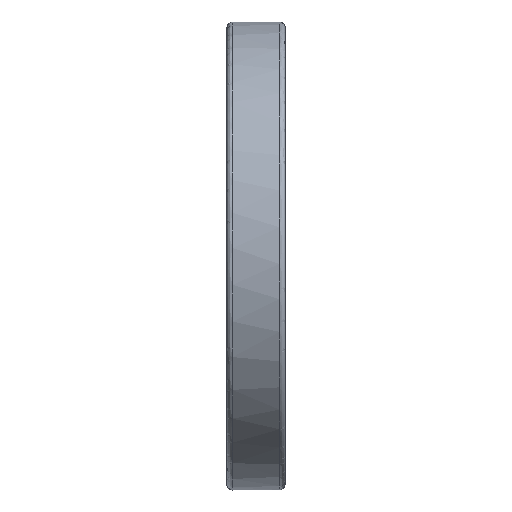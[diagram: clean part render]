
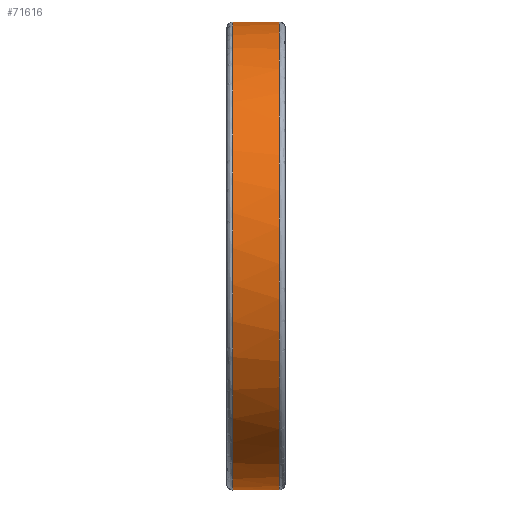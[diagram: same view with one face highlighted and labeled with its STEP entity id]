
A CAD part, front view. The second image highlights one B-rep face of the part: STEP entity #71616.
In plain terms, the highlighted free-form (B-spline) face has degree [2, 1] with [7, 2] control points.
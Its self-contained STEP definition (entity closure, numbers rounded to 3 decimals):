
#70837 = EDGE_CURVE('',#70838,#70840,#70842,.T.);
#70838 = VERTEX_POINT('',#70839);
#70839 = CARTESIAN_POINT('',(-0.688,27.124,
    4.585));
#70840 = VERTEX_POINT('',#70841);
#70841 = CARTESIAN_POINT('',(0.688,27.124,
    4.585));
#70842 = B_SPLINE_CURVE_WITH_KNOTS('',1,(#70843,#70844),.UNSPECIFIED.,
  .F.,.F.,(2,2),(-0.5,0.5),.PIECEWISE_BEZIER_KNOTS.);
#70843 = CARTESIAN_POINT('',(-0.688,27.124,
    4.585));
#70844 = CARTESIAN_POINT('',(0.688,27.124,
    4.585));
#70890 = VERTEX_POINT('',#70891);
#70891 = CARTESIAN_POINT('',(-2.751,27.384,
    2.62));
#70897 = EDGE_CURVE('',#70890,#70838,#70898,.T.);
#70898 = B_SPLINE_CURVE_WITH_KNOTS('',3,(#70899,#70900,#70901,#70902,
    #70903,#70904),.UNSPECIFIED.,.F.,.F.,(4,1,1,4),(0.,0.101,
    0.169,0.237),.UNSPECIFIED.);
#70899 = CARTESIAN_POINT('',(-2.751,27.384,
    2.62));
#70900 = CARTESIAN_POINT('',(-2.751,27.341,
    3.061));
#70901 = CARTESIAN_POINT('',(-2.482,27.251,
    3.79));
#70902 = CARTESIAN_POINT('',(-1.616,27.147,
    4.449));
#70903 = CARTESIAN_POINT('',(-0.998,27.124,
    4.585));
#70904 = CARTESIAN_POINT('',(-0.688,27.124,
    4.585));
#70941 = VERTEX_POINT('',#70942);
#70942 = CARTESIAN_POINT('',(-2.751,27.384,
    -2.62));
#70989 = VERTEX_POINT('',#70990);
#70990 = CARTESIAN_POINT('',(-0.688,27.124,
    -4.585));
#70996 = EDGE_CURVE('',#70989,#70941,#70997,.T.);
#70997 = B_SPLINE_CURVE_WITH_KNOTS('',3,(#70998,#70999,#71000,#71001,
    #71002,#71003),.UNSPECIFIED.,.F.,.F.,(4,1,1,4),(0.,0.101,
    0.169,0.237),.UNSPECIFIED.);
#70998 = CARTESIAN_POINT('',(-0.688,27.124,
    -4.585));
#70999 = CARTESIAN_POINT('',(-1.153,27.124,
    -4.585));
#71000 = CARTESIAN_POINT('',(-1.923,27.17,
    -4.324));
#71001 = CARTESIAN_POINT('',(-2.61,27.29,
    -3.499));
#71002 = CARTESIAN_POINT('',(-2.751,27.355,
    -2.914));
#71003 = CARTESIAN_POINT('',(-2.751,27.384,
    -2.62));
#71047 = EDGE_CURVE('',#71048,#70989,#71050,.T.);
#71048 = VERTEX_POINT('',#71049);
#71049 = CARTESIAN_POINT('',(0.688,27.124,
    -4.585));
#71050 = B_SPLINE_CURVE_WITH_KNOTS('',1,(#71051,#71052),.UNSPECIFIED.,
  .F.,.F.,(2,2),(-0.5,0.5),.PIECEWISE_BEZIER_KNOTS.);
#71051 = CARTESIAN_POINT('',(0.688,27.124,
    -4.585));
#71052 = CARTESIAN_POINT('',(-0.688,27.124,
    -4.585));
#71083 = VERTEX_POINT('',#71084);
#71084 = CARTESIAN_POINT('',(2.751,27.384,
    -2.62));
#71090 = EDGE_CURVE('',#71083,#71048,#71091,.T.);
#71091 = B_SPLINE_CURVE_WITH_KNOTS('',3,(#71092,#71093,#71094,#71095,
    #71096,#71097),.UNSPECIFIED.,.F.,.F.,(4,1,1,4),(0.,0.101,
    0.169,0.237),.UNSPECIFIED.);
#71092 = CARTESIAN_POINT('',(2.751,27.384,
    -2.62));
#71093 = CARTESIAN_POINT('',(2.751,27.341,
    -3.061));
#71094 = CARTESIAN_POINT('',(2.482,27.251,
    -3.79));
#71095 = CARTESIAN_POINT('',(1.616,27.147,
    -4.449));
#71096 = CARTESIAN_POINT('',(0.998,27.124,
    -4.585));
#71097 = CARTESIAN_POINT('',(0.688,27.124,
    -4.585));
#71134 = VERTEX_POINT('',#71135);
#71135 = CARTESIAN_POINT('',(2.751,27.384,
    2.62));
#71180 = EDGE_CURVE('',#70840,#71134,#71181,.T.);
#71181 = B_SPLINE_CURVE_WITH_KNOTS('',3,(#71182,#71183,#71184,#71185,
    #71186,#71187),.UNSPECIFIED.,.F.,.F.,(4,1,1,4),(0.,
    0.068,0.135,0.237),.UNSPECIFIED.);
#71182 = CARTESIAN_POINT('',(0.688,27.124,
    4.585));
#71183 = CARTESIAN_POINT('',(0.998,27.124,
    4.585));
#71184 = CARTESIAN_POINT('',(1.616,27.147,
    4.449));
#71185 = CARTESIAN_POINT('',(2.482,27.251,
    3.79));
#71186 = CARTESIAN_POINT('',(2.751,27.341,
    3.061));
#71187 = CARTESIAN_POINT('',(2.751,27.384,
    2.62));
#71566 = VERTEX_POINT('',#71567);
#71567 = CARTESIAN_POINT('',(-2.751,0.,
    -27.509));
#71573 = EDGE_CURVE('',#71566,#70890,#71574,.T.);
#71574 = ( BOUNDED_CURVE() B_SPLINE_CURVE(2,(#71575,#71576,#71577,#71578
,#71579),.UNSPECIFIED.,.F.,.F.) B_SPLINE_CURVE_WITH_KNOTS((3,2,3),(0.,
2.309,4.617),.PIECEWISE_BEZIER_KNOTS.) CURVE() 
GEOMETRIC_REPRESENTATION_ITEM() RATIONAL_B_SPLINE_CURVE((1.,
0.405,1.,0.405,1.)) REPRESENTATION_ITEM('') );
#71575 = CARTESIAN_POINT('',(-2.751,0.,-27.509));
#71576 = CARTESIAN_POINT('',(-2.751,-62.176,
    -27.509));
#71577 = CARTESIAN_POINT('',(-2.751,-20.357,
    18.502));
#71578 = CARTESIAN_POINT('',(-2.751,21.462,
    64.513));
#71579 = CARTESIAN_POINT('',(-2.751,27.384,
    2.62));
#71582 = EDGE_CURVE('',#70941,#71566,#71583,.T.);
#71583 = ( BOUNDED_CURVE() B_SPLINE_CURVE(2,(#71584,#71585,#71586),
.UNSPECIFIED.,.F.,.F.) B_SPLINE_CURVE_WITH_KNOTS((3,3),(4.808,
6.283),.PIECEWISE_BEZIER_KNOTS.) CURVE() 
GEOMETRIC_REPRESENTATION_ITEM() RATIONAL_B_SPLINE_CURVE((1.,
0.74,1.)) REPRESENTATION_ITEM('') );
#71584 = CARTESIAN_POINT('',(-2.751,27.384,
    -2.62));
#71585 = CARTESIAN_POINT('',(-2.751,25.002,
    -27.509));
#71586 = CARTESIAN_POINT('',(-2.751,0.,
    -27.509));
#71616 = ADVANCED_FACE('',(#71617),#71643,.T.);
#71617 = FACE_BOUND('',#71618,.T.);
#71618 = EDGE_LOOP('',(#71619,#71620,#71630,#71636,#71637,#71638,#71639,
    #71640,#71641,#71642));
#71619 = ORIENTED_EDGE('',*,*,#71090,.F.);
#71620 = ORIENTED_EDGE('',*,*,#71621,.F.);
#71621 = EDGE_CURVE('',#71622,#71083,#71624,.T.);
#71622 = VERTEX_POINT('',#71623);
#71623 = CARTESIAN_POINT('',(2.751,0.,
    27.509));
#71624 = ( BOUNDED_CURVE() B_SPLINE_CURVE(2,(#71625,#71626,#71627,#71628
,#71629),.UNSPECIFIED.,.F.,.F.) B_SPLINE_CURVE_WITH_KNOTS((3,2,3),(
    3.142,5.45,7.759),
.PIECEWISE_BEZIER_KNOTS.) CURVE() GEOMETRIC_REPRESENTATION_ITEM() 
RATIONAL_B_SPLINE_CURVE((1.,0.405,1.,0.405,1.)) 
REPRESENTATION_ITEM('') );
#71625 = CARTESIAN_POINT('',(2.751,0.,
    27.509));
#71626 = CARTESIAN_POINT('',(2.751,-62.176,
    27.509));
#71627 = CARTESIAN_POINT('',(2.751,-20.357,
    -18.502));
#71628 = CARTESIAN_POINT('',(2.751,21.462,
    -64.513));
#71629 = CARTESIAN_POINT('',(2.751,27.384,
    -2.62));
#71630 = ORIENTED_EDGE('',*,*,#71631,.F.);
#71631 = EDGE_CURVE('',#71134,#71622,#71632,.T.);
#71632 = ( BOUNDED_CURVE() B_SPLINE_CURVE(2,(#71633,#71634,#71635),
.UNSPECIFIED.,.F.,.F.) B_SPLINE_CURVE_WITH_KNOTS((3,3),(1.666,
3.142),.PIECEWISE_BEZIER_KNOTS.) CURVE() 
GEOMETRIC_REPRESENTATION_ITEM() RATIONAL_B_SPLINE_CURVE((1.,
0.74,1.)) REPRESENTATION_ITEM('') );
#71633 = CARTESIAN_POINT('',(2.751,27.384,
    2.62));
#71634 = CARTESIAN_POINT('',(2.751,25.002,
    27.509));
#71635 = CARTESIAN_POINT('',(2.751,0.,
    27.509));
#71636 = ORIENTED_EDGE('',*,*,#71180,.F.);
#71637 = ORIENTED_EDGE('',*,*,#70837,.F.);
#71638 = ORIENTED_EDGE('',*,*,#70897,.F.);
#71639 = ORIENTED_EDGE('',*,*,#71573,.F.);
#71640 = ORIENTED_EDGE('',*,*,#71582,.F.);
#71641 = ORIENTED_EDGE('',*,*,#70996,.F.);
#71642 = ORIENTED_EDGE('',*,*,#71047,.F.);
#71643 = ( BOUNDED_SURFACE() B_SPLINE_SURFACE(2,1,(
    (#71644,#71645)
    ,(#71646,#71647)
    ,(#71648,#71649)
    ,(#71650,#71651)
    ,(#71652,#71653)
    ,(#71654,#71655)
    ,(#71656,#71657
)),.UNSPECIFIED.,.F.,.F.,.F.) B_SPLINE_SURFACE_WITH_KNOTS((3,2,2,3),(2,2
    ),(-3.046,-1.015,1.015,3.046),(
-2.,2.),.UNSPECIFIED.) GEOMETRIC_REPRESENTATION_ITEM() 
RATIONAL_B_SPLINE_SURFACE((
    (1.,1.)
    ,(0.527,0.527)
    ,(1.,1.)
    ,(0.527,0.527)
    ,(1.,1.)
    ,(0.527,0.527)
,(1.,1.))) REPRESENTATION_ITEM('') SURFACE() );
#71644 = CARTESIAN_POINT('',(-2.751,27.384,
    2.62));
#71645 = CARTESIAN_POINT('',(2.751,27.384,
    2.62));
#71646 = CARTESIAN_POINT('',(-2.751,23.162,
    46.748));
#71647 = CARTESIAN_POINT('',(2.751,23.162,
    46.748));
#71648 = CARTESIAN_POINT('',(-2.751,-14.505,
    23.374));
#71649 = CARTESIAN_POINT('',(2.751,-14.505,
    23.374));
#71650 = CARTESIAN_POINT('',(-2.751,-52.171,
    0.));
#71651 = CARTESIAN_POINT('',(2.751,-52.171,
    0.));
#71652 = CARTESIAN_POINT('',(-2.751,-14.505,
    -23.374));
#71653 = CARTESIAN_POINT('',(2.751,-14.505,
    -23.374));
#71654 = CARTESIAN_POINT('',(-2.751,23.162,
    -46.748));
#71655 = CARTESIAN_POINT('',(2.751,23.162,
    -46.748));
#71656 = CARTESIAN_POINT('',(-2.751,27.384,
    -2.62));
#71657 = CARTESIAN_POINT('',(2.751,27.384,
    -2.62));
